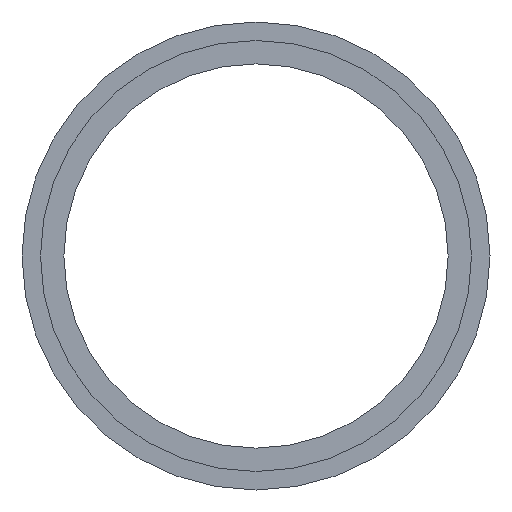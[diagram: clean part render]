
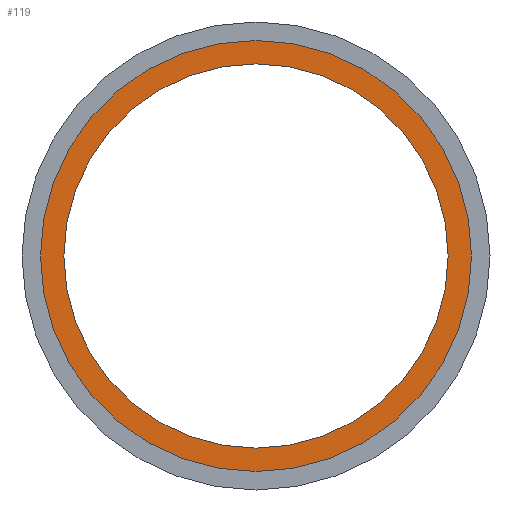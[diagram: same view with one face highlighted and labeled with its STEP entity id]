
A CAD part, front view. The second image highlights one B-rep face of the part: STEP entity #119.
In plain terms, the highlighted planar face has unit normal (0, -1, 0).
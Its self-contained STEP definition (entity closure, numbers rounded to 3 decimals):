
#2 = EDGE_CURVE ( 'NONE', #40, #7, #4, .T. ) ;
#4 = CIRCLE ( 'NONE', #293, 15.6 ) ;
#7 = VERTEX_POINT ( 'NONE', #99 ) ;
#10 = ORIENTED_EDGE ( 'NONE', *, *, #183, .T. ) ;
#17 = DIRECTION ( 'NONE',  ( 0., 0., 1. ) ) ;
#23 = ORIENTED_EDGE ( 'NONE', *, *, #2, .T. ) ;
#30 = CARTESIAN_POINT ( 'NONE',  ( 0., -7., 17.5 ) ) ;
#34 = AXIS2_PLACEMENT_3D ( 'NONE', #330, #88, #267 ) ;
#39 = DIRECTION ( 'NONE',  ( 0., 1., 0. ) ) ;
#40 = VERTEX_POINT ( 'NONE', #64 ) ;
#51 = ORIENTED_EDGE ( 'NONE', *, *, #343, .F. ) ;
#54 = CIRCLE ( 'NONE', #127, 17.5 ) ;
#64 = CARTESIAN_POINT ( 'NONE',  ( 0., -7., 15.6 ) ) ;
#88 = DIRECTION ( 'NONE',  ( 0., 1., 0. ) ) ;
#99 = CARTESIAN_POINT ( 'NONE',  ( 0., -7., -15.6 ) ) ;
#100 = EDGE_CURVE ( 'NONE', #256, #308, #54, .T. ) ;
#104 = CIRCLE ( 'NONE', #34, 15.6 ) ;
#114 = FACE_OUTER_BOUND ( 'NONE', #258, .T. ) ;
#119 = ADVANCED_FACE ( 'NONE', ( #196, #114 ), #303, .T. ) ;
#127 = AXIS2_PLACEMENT_3D ( 'NONE', #245, #39, #17 ) ;
#140 = DIRECTION ( 'NONE',  ( 0., -1., 0. ) ) ;
#141 = CARTESIAN_POINT ( 'NONE',  ( 0., -7., 0. ) ) ;
#145 = CARTESIAN_POINT ( 'NONE',  ( 0., -7., 0. ) ) ;
#146 = DIRECTION ( 'NONE',  ( 0., 0., 1. ) ) ;
#147 = CIRCLE ( 'NONE', #280, 17.5 ) ;
#183 = EDGE_CURVE ( 'NONE', #7, #40, #104, .T. ) ;
#193 = CARTESIAN_POINT ( 'NONE',  ( -17.5, -7., 0. ) ) ;
#196 = FACE_BOUND ( 'NONE', #313, .T. ) ;
#215 = AXIS2_PLACEMENT_3D ( 'NONE', #193, #140, #269 ) ;
#224 = DIRECTION ( 'NONE',  ( 0., 0., 1. ) ) ;
#227 = ORIENTED_EDGE ( 'NONE', *, *, #100, .F. ) ;
#245 = CARTESIAN_POINT ( 'NONE',  ( 0., -7., 0. ) ) ;
#255 = DIRECTION ( 'NONE',  ( 0., 1., 0. ) ) ;
#256 = VERTEX_POINT ( 'NONE', #297 ) ;
#258 = EDGE_LOOP ( 'NONE', ( #51, #227 ) ) ;
#267 = DIRECTION ( 'NONE',  ( 0., 0., 1. ) ) ;
#269 = DIRECTION ( 'NONE',  ( 0., 0., -1. ) ) ;
#280 = AXIS2_PLACEMENT_3D ( 'NONE', #141, #255, #146 ) ;
#284 = DIRECTION ( 'NONE',  ( 0., 1., 0. ) ) ;
#293 = AXIS2_PLACEMENT_3D ( 'NONE', #145, #284, #224 ) ;
#297 = CARTESIAN_POINT ( 'NONE',  ( 0., -7., -17.5 ) ) ;
#303 = PLANE ( 'NONE',  #215 ) ;
#308 = VERTEX_POINT ( 'NONE', #30 ) ;
#313 = EDGE_LOOP ( 'NONE', ( #23, #10 ) ) ;
#330 = CARTESIAN_POINT ( 'NONE',  ( 0., -7., 0. ) ) ;
#343 = EDGE_CURVE ( 'NONE', #308, #256, #147, .T. ) ;
